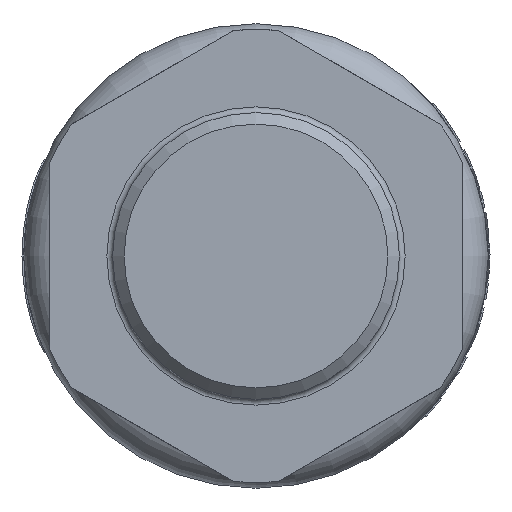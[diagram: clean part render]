
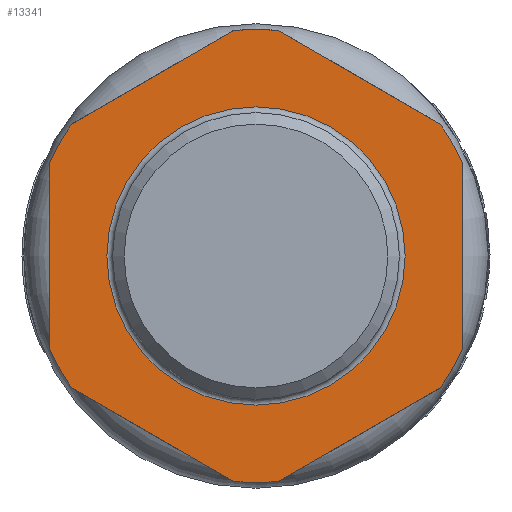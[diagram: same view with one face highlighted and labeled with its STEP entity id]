
A CAD part, left-side view. The second image highlights one B-rep face of the part: STEP entity #13341.
In plain terms, the highlighted planar face has unit normal (-1, 0, 0).
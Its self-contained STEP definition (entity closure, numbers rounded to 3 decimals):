
#431=LINE('',#19136,#1077);
#435=LINE('',#19145,#1081);
#438=LINE('',#19153,#1084);
#441=LINE('',#19162,#1087);
#444=LINE('',#19168,#1090);
#447=LINE('',#19173,#1093);
#1077=VECTOR('',#15587,10.);
#1081=VECTOR('',#15597,10.);
#1084=VECTOR('',#15606,10.);
#1087=VECTOR('',#15615,10.);
#1090=VECTOR('',#15620,10.);
#1093=VECTOR('',#15625,10.);
#2378=FACE_BOUND('',#3500,.T.);
#2701=FACE_OUTER_BOUND('',#3499,.T.);
#3499=EDGE_LOOP('',(#8393,#8394,#8395,#8396,#8397,#8398,#8399,#8400,#8401,
#8402,#8403,#8404));
#3500=EDGE_LOOP('',(#8405));
#4426=CIRCLE('',#14167,19.75);
#4427=CIRCLE('',#14170,19.75);
#4428=CIRCLE('',#14173,19.75);
#4429=CIRCLE('',#14178,19.75);
#4430=CIRCLE('',#14180,19.75);
#4431=CIRCLE('',#14182,19.75);
#4432=CIRCLE('',#14183,13.);
#5036=VERTEX_POINT('',#19133);
#5037=VERTEX_POINT('',#19135);
#5038=VERTEX_POINT('',#19139);
#5039=VERTEX_POINT('',#19143);
#5040=VERTEX_POINT('',#19147);
#5041=VERTEX_POINT('',#19151);
#5042=VERTEX_POINT('',#19155);
#5043=VERTEX_POINT('',#19159);
#5044=VERTEX_POINT('',#19161);
#5045=VERTEX_POINT('',#19165);
#5046=VERTEX_POINT('',#19167);
#5047=VERTEX_POINT('',#19171);
#5048=VERTEX_POINT('',#19180);
#6381=EDGE_CURVE('',#5037,#5036,#431,.T.);
#6384=EDGE_CURVE('',#5038,#5036,#4426,.T.);
#6386=EDGE_CURVE('',#5038,#5039,#435,.T.);
#6388=EDGE_CURVE('',#5040,#5039,#4427,.T.);
#6390=EDGE_CURVE('',#5040,#5041,#438,.T.);
#6392=EDGE_CURVE('',#5042,#5041,#4428,.T.);
#6394=EDGE_CURVE('',#5044,#5043,#441,.T.);
#6397=EDGE_CURVE('',#5046,#5045,#444,.T.);
#6400=EDGE_CURVE('',#5042,#5047,#447,.T.);
#6401=EDGE_CURVE('',#5037,#5045,#4429,.T.);
#6402=EDGE_CURVE('',#5044,#5047,#4430,.T.);
#6403=EDGE_CURVE('',#5046,#5043,#4431,.T.);
#6404=EDGE_CURVE('',#5048,#5048,#4432,.T.);
#8393=ORIENTED_EDGE('',*,*,#6394,.T.);
#8394=ORIENTED_EDGE('',*,*,#6403,.F.);
#8395=ORIENTED_EDGE('',*,*,#6397,.T.);
#8396=ORIENTED_EDGE('',*,*,#6401,.F.);
#8397=ORIENTED_EDGE('',*,*,#6381,.T.);
#8398=ORIENTED_EDGE('',*,*,#6384,.F.);
#8399=ORIENTED_EDGE('',*,*,#6386,.T.);
#8400=ORIENTED_EDGE('',*,*,#6388,.F.);
#8401=ORIENTED_EDGE('',*,*,#6390,.T.);
#8402=ORIENTED_EDGE('',*,*,#6392,.F.);
#8403=ORIENTED_EDGE('',*,*,#6400,.T.);
#8404=ORIENTED_EDGE('',*,*,#6402,.F.);
#8405=ORIENTED_EDGE('',*,*,#6404,.T.);
#12237=PLANE('',#14181);
#13341=ADVANCED_FACE('',(#2701,#2378),#12237,.T.);
#14167=AXIS2_PLACEMENT_3D('',#19141,#15592,#15593);
#14170=AXIS2_PLACEMENT_3D('',#19149,#15601,#15602);
#14173=AXIS2_PLACEMENT_3D('',#19157,#15610,#15611);
#14178=AXIS2_PLACEMENT_3D('',#19175,#15628,#15629);
#14180=AXIS2_PLACEMENT_3D('',#19177,#15632,#15633);
#14181=AXIS2_PLACEMENT_3D('',#19178,#15634,#15635);
#14182=AXIS2_PLACEMENT_3D('',#19179,#15636,#15637);
#14183=AXIS2_PLACEMENT_3D('',#19181,#15638,#15639);
#15587=DIRECTION('',(0.,0.866,0.5));
#15592=DIRECTION('center_axis',(1.,0.,0.));
#15593=DIRECTION('ref_axis',(0.,0.,-1.));
#15597=DIRECTION('',(0.,0.866,-0.5));
#15601=DIRECTION('center_axis',(1.,0.,0.));
#15602=DIRECTION('ref_axis',(0.,0.,-1.));
#15606=DIRECTION('',(0.,0.,-1.));
#15610=DIRECTION('center_axis',(1.,0.,0.));
#15611=DIRECTION('ref_axis',(0.,0.,-1.));
#15615=DIRECTION('',(0.,-0.866,0.5));
#15620=DIRECTION('',(0.,0.,1.));
#15625=DIRECTION('',(0.,-0.866,-0.5));
#15628=DIRECTION('center_axis',(1.,0.,0.));
#15629=DIRECTION('ref_axis',(0.,0.,-1.));
#15632=DIRECTION('center_axis',(1.,0.,0.));
#15633=DIRECTION('ref_axis',(0.,0.,-1.));
#15634=DIRECTION('center_axis',(-1.,0.,0.));
#15635=DIRECTION('ref_axis',(0.,0.,1.));
#15636=DIRECTION('center_axis',(1.,0.,0.));
#15637=DIRECTION('ref_axis',(0.,0.,-1.));
#15638=DIRECTION('center_axis',(1.,0.,0.));
#15639=DIRECTION('ref_axis',(0.,0.,-1.));
#19133=CARTESIAN_POINT('',(-10.15,-1.961,19.652));
#19135=CARTESIAN_POINT('',(-10.15,-16.039,11.525));
#19136=CARTESIAN_POINT('',(-10.15,-5.113,17.832));
#19139=CARTESIAN_POINT('',(-10.15,1.961,19.652));
#19141=CARTESIAN_POINT('Origin',(-10.15,0.,0.));
#19143=CARTESIAN_POINT('',(-10.15,16.039,11.525));
#19145=CARTESIAN_POINT('',(-10.15,12.887,13.344));
#19147=CARTESIAN_POINT('',(-10.15,18.,8.128));
#19149=CARTESIAN_POINT('Origin',(-10.15,0.,0.));
#19151=CARTESIAN_POINT('',(-10.15,18.,-8.128));
#19153=CARTESIAN_POINT('',(-10.15,18.,4.064));
#19155=CARTESIAN_POINT('',(-10.15,16.039,-11.525));
#19157=CARTESIAN_POINT('Origin',(-10.15,0.,0.));
#19159=CARTESIAN_POINT('',(-10.15,-16.039,-11.525));
#19161=CARTESIAN_POINT('',(-10.15,-1.961,-19.652));
#19162=CARTESIAN_POINT('',(-10.15,1.926,-21.896));
#19165=CARTESIAN_POINT('',(-10.15,-18.,8.128));
#19167=CARTESIAN_POINT('',(-10.15,-18.,-8.128));
#19168=CARTESIAN_POINT('',(-10.15,-18.,-4.064));
#19171=CARTESIAN_POINT('',(-10.15,1.961,-19.652));
#19173=CARTESIAN_POINT('',(-10.15,19.926,-9.28));
#19175=CARTESIAN_POINT('Origin',(-10.15,0.,0.));
#19177=CARTESIAN_POINT('Origin',(-10.15,0.,0.));
#19178=CARTESIAN_POINT('Origin',(-10.15,19.75,0.));
#19179=CARTESIAN_POINT('Origin',(-10.15,0.,0.));
#19180=CARTESIAN_POINT('',(-10.15,13.,0.));
#19181=CARTESIAN_POINT('Origin',(-10.15,0.,0.));
